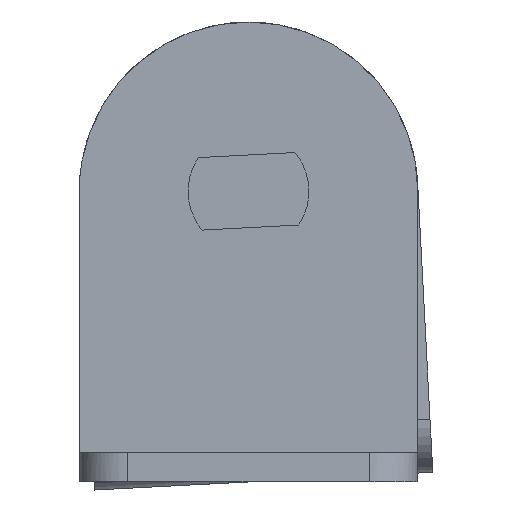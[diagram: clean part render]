
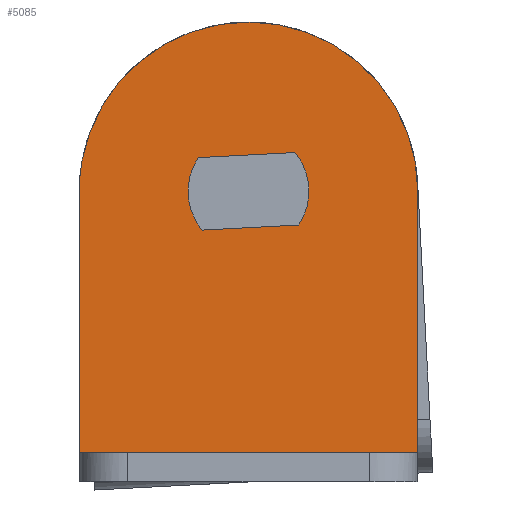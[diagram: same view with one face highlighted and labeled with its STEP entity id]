
A CAD part, left-side view. The second image highlights one B-rep face of the part: STEP entity #5085.
In plain terms, the highlighted free-form (B-spline) face has degree [1, 1] with [2, 2] control points.
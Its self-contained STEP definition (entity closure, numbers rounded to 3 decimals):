
#4860=CARTESIAN_POINT('',(-6.7,7.,-10.8));
#4861=VERTEX_POINT('',#4860);
#4895=CARTESIAN_POINT('',(-6.7,-7.,-10.8));
#4896=VERTEX_POINT('',#4895);
#4902=CARTESIAN_POINT('',(-6.7,7.,-10.8));
#4903=CARTESIAN_POINT('',(-6.7,-7.,-10.8));
#4904=QUASI_UNIFORM_CURVE('',1,(#4902,#4903),.UNSPECIFIED.,.F.,.U.);
#4905=EDGE_CURVE('',#4861,#4896,#4904,.T.);
#4992=CARTESIAN_POINT('',(-6.7,7.699,7.889));
#4993=CARTESIAN_POINT('',(-6.7,-7.699,7.889));
#4994=CARTESIAN_POINT('',(-6.7,7.699,-11.689));
#4995=CARTESIAN_POINT('',(-6.7,-7.699,-11.689));
#4996=B_SPLINE_SURFACE_WITH_KNOTS('',1,1,((#4992,#4994),(#4993,#4995)),.UNSPECIFIED.,.F.,.F.,.U.,(2,2),(2,2),(0.0,15.399),(0.0,19.578),.UNSPECIFIED.);
#4997=CARTESIAN_POINT('',(-6.7,7.,0.));
#4998=VERTEX_POINT('',#4997);
#4999=CARTESIAN_POINT('',(-6.7,7.,0.));
#5000=CARTESIAN_POINT('',(-6.7,7.,-10.8));
#5001=QUASI_UNIFORM_CURVE('',1,(#4999,#5000),.UNSPECIFIED.,.F.,.U.);
#5002=EDGE_CURVE('',#4998,#4861,#5001,.T.);
#5003=ORIENTED_EDGE('',*,*,#5002,.T.);
#5004=ORIENTED_EDGE('',*,*,#4905,.T.);
#5005=CARTESIAN_POINT('',(-6.7,-7.,0.));
#5006=VERTEX_POINT('',#5005);
#5007=CARTESIAN_POINT('',(-6.7,-7.,-10.8));
#5008=CARTESIAN_POINT('',(-6.7,-7.,0.));
#5009=QUASI_UNIFORM_CURVE('',1,(#5007,#5008),.UNSPECIFIED.,.F.,.U.);
#5010=EDGE_CURVE('',#4896,#5006,#5009,.T.);
#5011=ORIENTED_EDGE('',*,*,#5010,.T.);
#5012=CARTESIAN_POINT('',(-6.7,-7.,0.));
#5013=CARTESIAN_POINT('',(-6.7,-7.,0.344));
#5014=CARTESIAN_POINT('',(-6.7,-6.945,1.088));
#5015=CARTESIAN_POINT('',(-6.7,-6.713,2.067));
#5016=CARTESIAN_POINT('',(-6.7,-6.325,3.054));
#5017=CARTESIAN_POINT('',(-6.7,-5.843,3.905));
#5018=CARTESIAN_POINT('',(-6.7,-5.078,4.873));
#5019=CARTESIAN_POINT('',(-6.7,-4.15,5.693));
#5020=CARTESIAN_POINT('',(-6.7,-3.008,6.359));
#5021=CARTESIAN_POINT('',(-6.7,-1.93,6.76));
#5022=CARTESIAN_POINT('',(-6.7,-0.747,6.995));
#5023=CARTESIAN_POINT('',(-6.7,0.346,7.022));
#5024=CARTESIAN_POINT('',(-6.7,1.568,6.856));
#5025=CARTESIAN_POINT('',(-6.7,2.613,6.532));
#5026=CARTESIAN_POINT('',(-6.7,3.661,5.996));
#5027=CARTESIAN_POINT('',(-6.7,4.573,5.346));
#5028=CARTESIAN_POINT('',(-6.7,5.401,4.507));
#5029=CARTESIAN_POINT('',(-6.7,6.172,3.398));
#5030=CARTESIAN_POINT('',(-6.7,6.679,2.235));
#5031=CARTESIAN_POINT('',(-6.7,6.949,1.031));
#5032=CARTESIAN_POINT('',(-6.7,7.,0.344));
#5033=CARTESIAN_POINT('',(-6.7,7.,0.));
#5034=B_SPLINE_CURVE_WITH_KNOTS('',3,(#5012,#5013,#5014,#5015,#5016,#5017,#5018,#5019,#5020,#5021,#5022,#5023,#5024,#5025,#5026,#5027,#5028,#5029,#5030,#5031,#5032,#5033),.UNSPECIFIED.,.F.,.U.,(4,1,1,1,1,1,1,1,1,1,1,1,1,1,1,1,1,1,1,4),(0.,1.031,2.233,3.007,4.209,5.154,6.7,7.903,9.106,10.137,11.511,12.37,13.83,14.775,15.892,17.181,18.297,19.93,20.96,21.991),.UNSPECIFIED.);
#5035=EDGE_CURVE('',#5006,#4998,#5034,.T.);
#5036=ORIENTED_EDGE('',*,*,#5035,.T.);
#5037=EDGE_LOOP('',(#5003,#5004,#5011,#5036));
#5038=FACE_OUTER_BOUND('',#5037,.T.);
#5039=CARTESIAN_POINT('',(-6.7,-2.076,-1.393));
#5040=VERTEX_POINT('',#5039);
#5041=CARTESIAN_POINT('',(-6.7,-1.919,1.603));
#5042=VERTEX_POINT('',#5041);
#5043=CARTESIAN_POINT('',(-6.7,-2.076,-1.393));
#5044=CARTESIAN_POINT('',(-6.7,-3.121,0.164));
#5045=CARTESIAN_POINT('',(-6.7,-1.919,1.603));
#5053=(BOUNDED_CURVE()B_SPLINE_CURVE(2,(#5043,#5044,#5045),.UNSPECIFIED.,.F.,.U.)CURVE()GEOMETRIC_REPRESENTATION_ITEM()QUASI_UNIFORM_CURVE()RATIONAL_B_SPLINE_CURVE((1.0,0.8,1.0))REPRESENTATION_ITEM(''));
#5054=EDGE_CURVE('',#5040,#5042,#5053,.T.);
#5055=ORIENTED_EDGE('',*,*,#5054,.F.);
#5056=CARTESIAN_POINT('',(-6.7,1.919,-1.603));
#5057=VERTEX_POINT('',#5056);
#5058=CARTESIAN_POINT('',(-6.7,-2.076,-1.393));
#5059=CARTESIAN_POINT('',(-6.7,1.919,-1.603));
#5060=QUASI_UNIFORM_CURVE('',1,(#5058,#5059),.UNSPECIFIED.,.F.,.U.);
#5061=EDGE_CURVE('',#5040,#5057,#5060,.T.);
#5062=ORIENTED_EDGE('',*,*,#5061,.T.);
#5063=CARTESIAN_POINT('',(-6.7,2.076,1.393));
#5064=VERTEX_POINT('',#5063);
#5065=CARTESIAN_POINT('',(-6.7,2.076,1.393));
#5066=CARTESIAN_POINT('',(-6.7,3.121,-0.164));
#5067=CARTESIAN_POINT('',(-6.7,1.919,-1.603));
#5075=(BOUNDED_CURVE()B_SPLINE_CURVE(2,(#5065,#5066,#5067),.UNSPECIFIED.,.F.,.U.)CURVE()GEOMETRIC_REPRESENTATION_ITEM()QUASI_UNIFORM_CURVE()RATIONAL_B_SPLINE_CURVE((1.0,0.8,1.0))REPRESENTATION_ITEM(''));
#5076=EDGE_CURVE('',#5064,#5057,#5075,.T.);
#5077=ORIENTED_EDGE('',*,*,#5076,.F.);
#5078=CARTESIAN_POINT('',(-6.7,2.076,1.393));
#5079=CARTESIAN_POINT('',(-6.7,-1.919,1.603));
#5080=QUASI_UNIFORM_CURVE('',1,(#5078,#5079),.UNSPECIFIED.,.F.,.U.);
#5081=EDGE_CURVE('',#5064,#5042,#5080,.T.);
#5082=ORIENTED_EDGE('',*,*,#5081,.T.);
#5083=EDGE_LOOP('',(#5055,#5062,#5077,#5082));
#5084=FACE_BOUND('',#5083,.T.);
#5085=ADVANCED_FACE('',(#5038,#5084),#4996,.F.);
